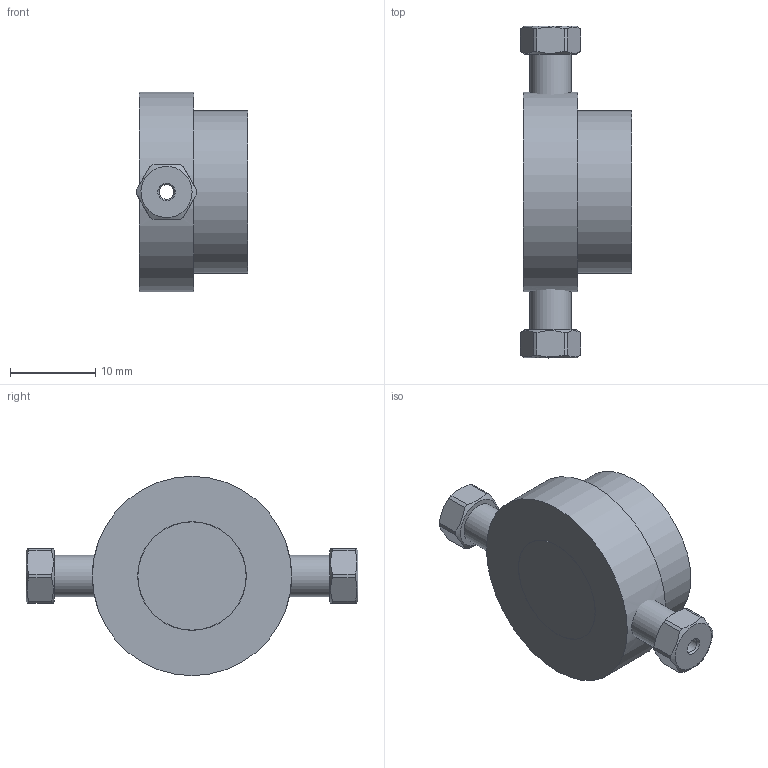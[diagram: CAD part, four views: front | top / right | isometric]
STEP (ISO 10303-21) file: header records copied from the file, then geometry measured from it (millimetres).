
FILE_DESCRIPTION((''),'2;1');
FILE_NAME('305060-MU1S6 Micro volume 1-16 Union.stp','2013-08-22T08:59:47',('Franzp'),(''),'Autodesk Inventor 2013','Autodesk Inventor 2013','');
FILE_SCHEMA(('AUTOMOTIVE_DESIGN { 1 0 10303 214 1 1 1 1 }'));
Length unit declared in the file: millimetre
Products named in the file (1): 305060_Shrinkwrap_1
Bounding box: 13.07 x 38.92 x 23.37 mm (x, y, z)
Surface area: 2409.4 mm2 (no closed solid volume)
Topology: 0 solids, 5 shells, 47 faces, 122 edges, 83 vertices
Faces by surface type: plane 21, cylinder 19, cone 7
Full cylindrical faces by diameter (mm): 1.727 x2, 3.302 x1, 4.826 x2, 19.05 x1, 23.368 x1
Entity records: 1452 total; most frequent: CARTESIAN_POINT 342, DIRECTION 216, ORIENTED_EDGE 188, EDGE_CURVE 100, AXIS2_PLACEMENT_3D 96, VERTEX_POINT 76, EDGE_LOOP 70, CIRCLE 48
